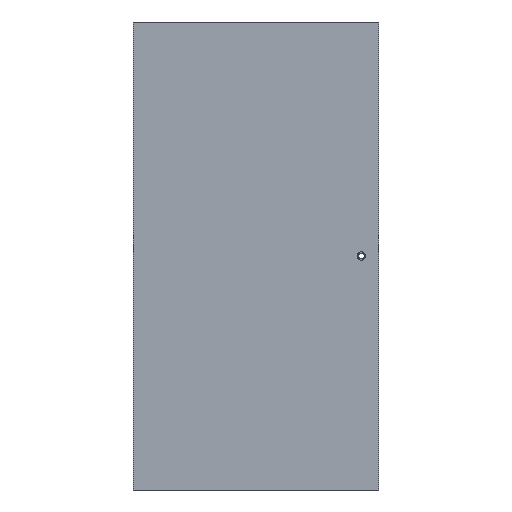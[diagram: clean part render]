
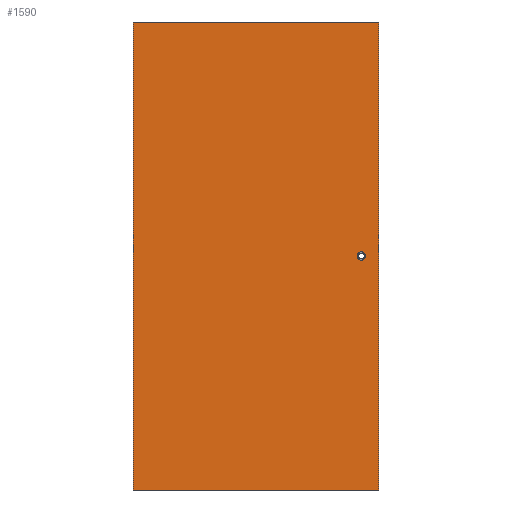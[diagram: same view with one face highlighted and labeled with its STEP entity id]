
A CAD part, left-side view. The second image highlights one B-rep face of the part: STEP entity #1590.
In plain terms, the highlighted planar face has unit normal (-1, 0, 0).
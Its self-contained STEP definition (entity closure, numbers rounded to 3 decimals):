
#58 = ORIENTED_EDGE ( 'NONE', *, *, #513, .F. ) ;
#59 = ORIENTED_EDGE ( 'NONE', *, *, #511, .F. ) ;
#64 = ORIENTED_EDGE ( 'NONE', *, *, #514, .F. ) ;
#65 = ORIENTED_EDGE ( 'NONE', *, *, #512, .T. ) ;
#66 = ORIENTED_EDGE ( 'NONE', *, *, #505, .T. ) ;
#346 = CARTESIAN_POINT ( 'NONE',  ( 0., 210., 1. ) ) ;
#499 = AXIS2_PLACEMENT_3D ( 'NONE', #789, #790, #791 ) ;
#505 = EDGE_CURVE ( 'NONE', #929, #919, #1214, .T. ) ;
#511 = EDGE_CURVE ( 'NONE', #598, #598, #1228, .T. ) ;
#512 = EDGE_CURVE ( 'NONE', #919, #1748, #1231, .T. ) ;
#513 = EDGE_CURVE ( 'NONE', #920, #1748, #1230, .T. ) ;
#514 = EDGE_CURVE ( 'NONE', #929, #920, #1222, .T. ) ;
#569 = FACE_BOUND ( 'NONE', #967, .T. ) ;
#579 = FACE_OUTER_BOUND ( 'NONE', #970, .T. ) ;
#598 = VERTEX_POINT ( 'NONE', #683 ) ;
#678 = CARTESIAN_POINT ( 'NONE',  ( 0., 0., -399. ) ) ;
#683 = CARTESIAN_POINT ( 'NONE',  ( 0., 11.5, -199. ) ) ;
#770 = DIRECTION ( 'NONE',  ( 0., 0., -1. ) ) ;
#777 = CARTESIAN_POINT ( 'NONE',  ( 0., 210., 1. ) ) ;
#780 = CARTESIAN_POINT ( 'NONE',  ( 0., 210., -399. ) ) ;
#782 = CARTESIAN_POINT ( 'NONE',  ( 0., 0., 1. ) ) ;
#789 = CARTESIAN_POINT ( 'NONE',  ( 0., 15., -199. ) ) ;
#790 = DIRECTION ( 'NONE',  ( -1., 0., 0. ) ) ;
#791 = DIRECTION ( 'NONE',  ( 0., -1., 0. ) ) ;
#792 = DIRECTION ( 'NONE',  ( 0., -1., 0. ) ) ;
#793 = CARTESIAN_POINT ( 'NONE',  ( 0., 210., 1. ) ) ;
#795 = DIRECTION ( 'NONE',  ( 0., 0., -1. ) ) ;
#796 = DIRECTION ( 'NONE',  ( 0., -1., 0. ) ) ;
#919 = VERTEX_POINT ( 'NONE', #1171 ) ;
#920 = VERTEX_POINT ( 'NONE', #1180 ) ;
#929 = VERTEX_POINT ( 'NONE', #346 ) ;
#967 = EDGE_LOOP ( 'NONE', ( #59 ) ) ;
#970 = EDGE_LOOP ( 'NONE', ( #66, #65, #58, #64 ) ) ;
#1171 = CARTESIAN_POINT ( 'NONE',  ( 0., 210., -399. ) ) ;
#1180 = CARTESIAN_POINT ( 'NONE',  ( 0., 0., 1. ) ) ;
#1214 = LINE ( 'NONE', #777, #1217 ) ;
#1217 = VECTOR ( 'NONE', #770, 1000. ) ;
#1222 = LINE ( 'NONE', #793, #1236 ) ;
#1228 = CIRCLE ( 'NONE', #499, 3.5 ) ;
#1230 = LINE ( 'NONE', #782, #1232 ) ;
#1231 = LINE ( 'NONE', #780, #1233 ) ;
#1232 = VECTOR ( 'NONE', #795, 1000. ) ;
#1233 = VECTOR ( 'NONE', #792, 1000. ) ;
#1236 = VECTOR ( 'NONE', #796, 1000. ) ;
#1436 = PLANE ( 'NONE',  #1777 ) ;
#1438 = CARTESIAN_POINT ( 'NONE',  ( 0., 210., 1. ) ) ;
#1443 = DIRECTION ( 'NONE',  ( 1., 0., 0. ) ) ;
#1444 = DIRECTION ( 'NONE',  ( 0., 1., 0. ) ) ;
#1590 = ADVANCED_FACE ( 'NONE', ( #569, #579 ), #1436, .F. ) ;
#1748 = VERTEX_POINT ( 'NONE', #678 ) ;
#1777 = AXIS2_PLACEMENT_3D ( 'NONE', #1438, #1443, #1444 ) ;
